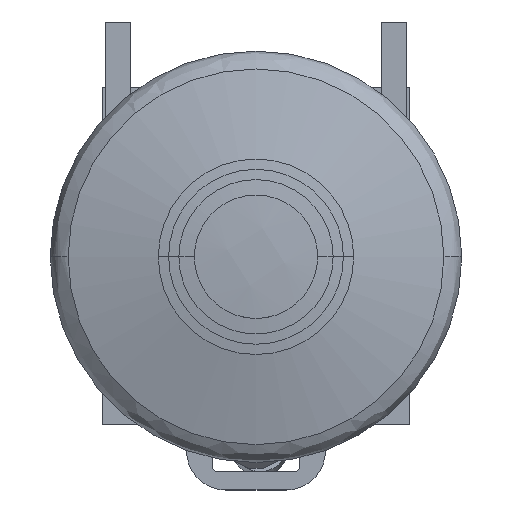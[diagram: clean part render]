
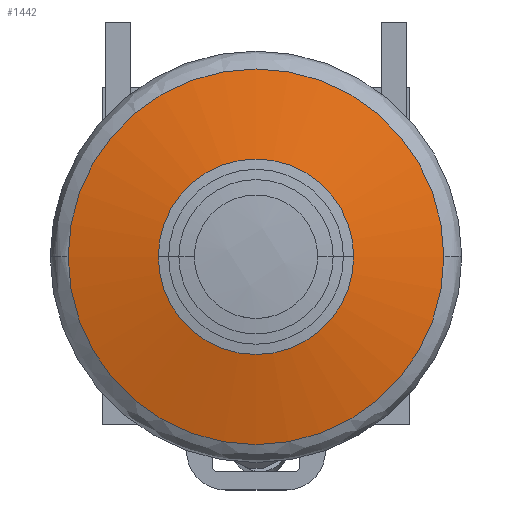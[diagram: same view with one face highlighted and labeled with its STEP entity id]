
A CAD part, top view. The second image highlights one B-rep face of the part: STEP entity #1442.
In plain terms, the highlighted free-form (B-spline) face has degree [3, 3] with [4, 4] control points.
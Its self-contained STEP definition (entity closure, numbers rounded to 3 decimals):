
#229 = VERTEX_POINT ( 'NONE', #2200 ) ;
#310 = DIRECTION ( 'NONE',  ( 0., 0., -1. ) ) ;
#334 = CARTESIAN_POINT ( 'NONE',  ( 6.875, -19.289, 49.24 ) ) ;
#359 = CARTESIAN_POINT ( 'NONE',  ( -2.65, 19.229, 49.606 ) ) ;
#623 = AXIS2_PLACEMENT_3D ( 'NONE', #4197, #310, #795 ) ;
#657 = DIRECTION ( 'NONE',  ( 1., 0., 0. ) ) ;
#723 = CIRCLE ( 'NONE', #3889, 9.5 ) ;
#795 = DIRECTION ( 'NONE',  ( -1., 0., 0. ) ) ;
#804 =( BOUNDED_SURFACE ( )  B_SPLINE_SURFACE ( 3, 3, ( 
 ( #1780, #4711, #5626, #1279 ),
 ( #359, #3349, #2780, #5249 ),
 ( #2843, #860, #924, #334 ),
 ( #3323, #3742, #5226, #1813 ) ),
 .UNSPECIFIED., .F., .F., .F. ) 
 B_SPLINE_SURFACE_WITH_KNOTS ( ( 4, 4 ),
 ( 4, 4 ),
 ( 0., 1. ),
 ( 0., 1. ),
 .UNSPECIFIED. ) 
 GEOMETRIC_REPRESENTATION_ITEM ( )  RATIONAL_B_SPLINE_SURFACE ( (
 ( 1., 0.956, 0.956, 1.),
 ( 0.967, 0.925, 0.925, 0.967),
 ( 0.967, 0.925, 0.925, 0.967),
 ( 1., 0.956, 0.956, 1.) ) ) 
 REPRESENTATION_ITEM ( '' )  SURFACE ( )  );
#860 = CARTESIAN_POINT ( 'NONE',  ( -9.662, 2.09, 53.534 ) ) ;
#924 = CARTESIAN_POINT ( 'NONE',  ( -2.198, -9.653, 53.532 ) ) ;
#1016 = EDGE_LOOP ( 'NONE', ( #5361, #4757 ) ) ;
#1075 = EDGE_CURVE ( 'NONE', #229, #5544, #5673, .T. ) ;
#1100 = CARTESIAN_POINT ( 'NONE',  ( -18.261, 0., 48.554 ) ) ;
#1124 = VERTEX_POINT ( 'NONE', #4230 ) ;
#1279 = CARTESIAN_POINT ( 'NONE',  ( 24.496, -1.323, 46.156 ) ) ;
#1341 = CIRCLE ( 'NONE', #4176, 18.261 ) ;
#1442 = ADVANCED_FACE ( 'NONE', ( #3052, #5858 ), #804, .T. ) ;
#1780 = CARTESIAN_POINT ( 'NONE',  ( 9.21, 22.726, 46.161 ) ) ;
#1813 = CARTESIAN_POINT ( 'NONE',  ( -2.837, -26.595, 45.109 ) ) ;
#2200 = CARTESIAN_POINT ( 'NONE',  ( 18.261, 0., 48.554 ) ) ;
#2594 = VERTEX_POINT ( 'NONE', #5293 ) ;
#2775 = ORIENTED_EDGE ( 'NONE', *, *, #4216, .F. ) ;
#2780 = CARTESIAN_POINT ( 'NONE',  ( 8.267, -2.052, 53.398 ) ) ;
#2782 = DIRECTION ( 'NONE',  ( 0., 0., -1. ) ) ;
#2843 = CARTESIAN_POINT ( 'NONE',  ( -14.536, 14.397, 49.246 ) ) ;
#2919 = EDGE_CURVE ( 'NONE', #2594, #1124, #723, .T. ) ;
#3052 = FACE_OUTER_BOUND ( 'NONE', #5224, .T. ) ;
#3323 = CARTESIAN_POINT ( 'NONE',  ( -25.274, 8.706, 45.116 ) ) ;
#3349 = CARTESIAN_POINT ( 'NONE',  ( 1.663, 8.339, 53.4 ) ) ;
#3352 = CARTESIAN_POINT ( 'NONE',  ( 0., 0., 48.554 ) ) ;
#3373 = CIRCLE ( 'NONE', #623, 9.5 ) ;
#3658 = CARTESIAN_POINT ( 'NONE',  ( 0., 0., 50.643 ) ) ;
#3742 = CARTESIAN_POINT ( 'NONE',  ( -20.167, -4.191, 49.609 ) ) ;
#3889 = AXIS2_PLACEMENT_3D ( 'NONE', #3658, #2782, #5564 ) ;
#4176 = AXIS2_PLACEMENT_3D ( 'NONE', #3352, #5252, #5753 ) ;
#4197 = CARTESIAN_POINT ( 'NONE',  ( 0., 0., 50.643 ) ) ;
#4216 = EDGE_CURVE ( 'NONE', #5544, #229, #1341, .T. ) ;
#4230 = CARTESIAN_POINT ( 'NONE',  ( 9.5, 0., 50.643 ) ) ;
#4711 = CARTESIAN_POINT ( 'NONE',  ( 12.69, 13.939, 49.222 ) ) ;
#4757 = ORIENTED_EDGE ( 'NONE', *, *, #5352, .T. ) ;
#4920 = DIRECTION ( 'NONE',  ( 0., 0., -1. ) ) ;
#5017 = CARTESIAN_POINT ( 'NONE',  ( 0., 0., 48.554 ) ) ;
#5224 = EDGE_LOOP ( 'NONE', ( #5976, #2775 ) ) ;
#5226 = CARTESIAN_POINT ( 'NONE',  ( -12.346, -16.497, 49.607 ) ) ;
#5249 = CARTESIAN_POINT ( 'NONE',  ( 16.296, -10.579, 49.6 ) ) ;
#5252 = DIRECTION ( 'NONE',  ( 0., 0., -1. ) ) ;
#5293 = CARTESIAN_POINT ( 'NONE',  ( -9.5, 0., 50.643 ) ) ;
#5352 = EDGE_CURVE ( 'NONE', #1124, #2594, #3373, .T. ) ;
#5361 = ORIENTED_EDGE ( 'NONE', *, *, #2919, .T. ) ;
#5544 = VERTEX_POINT ( 'NONE', #1100 ) ;
#5564 = DIRECTION ( 'NONE',  ( -1., 0., 0. ) ) ;
#5571 = AXIS2_PLACEMENT_3D ( 'NONE', #5017, #4920, #657 ) ;
#5626 = CARTESIAN_POINT ( 'NONE',  ( 18.018, 5.556, 49.22 ) ) ;
#5673 = CIRCLE ( 'NONE', #5571, 18.261 ) ;
#5753 = DIRECTION ( 'NONE',  ( 1., 0., 0. ) ) ;
#5858 = FACE_BOUND ( 'NONE', #1016, .T. ) ;
#5976 = ORIENTED_EDGE ( 'NONE', *, *, #1075, .F. ) ;
